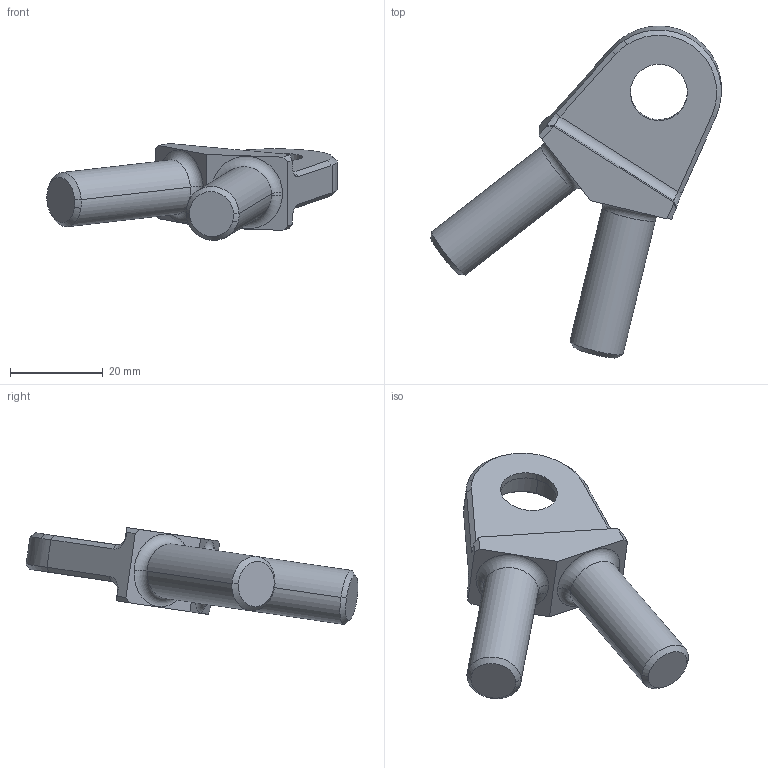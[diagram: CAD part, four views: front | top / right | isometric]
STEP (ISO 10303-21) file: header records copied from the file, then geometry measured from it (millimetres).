
FILE_DESCRIPTION(('CATIA V5 STEP Exchange'),'2;1');
FILE_NAME('insert_roue_arriere_inferieur.stp','2018-10-22T10:07:37+00:00',('none'),('none'),'CATIA Version 5 Release 19 SP 2 (IN-10)','CATIA V5 STEP AP203','none');
FILE_SCHEMA(('CONFIG_CONTROL_DESIGN'));
Length unit declared in the file: millimetre
Products named in the file (1): Lower rear bearing support
Bounding box: 62.76 x 71.76 x 20.93 mm (x, y, z)
Volume: 15798 mm3; surface area: 5969 mm2
Topology: 1 solids, 1 shells, 58 faces, 145 edges, 92 vertices
Faces by surface type: plane 21, cone 12, cylinder 11, bspline 8, torus 6
Entity records: 2931 total; most frequent: CARTESIAN_POINT 1622, ORIENTED_EDGE 290, DIRECTION 198, EDGE_CURVE 145, VERTEX_POINT 92, AXIS2_PLACEMENT_3D 85, VECTOR 65, LINE 65
